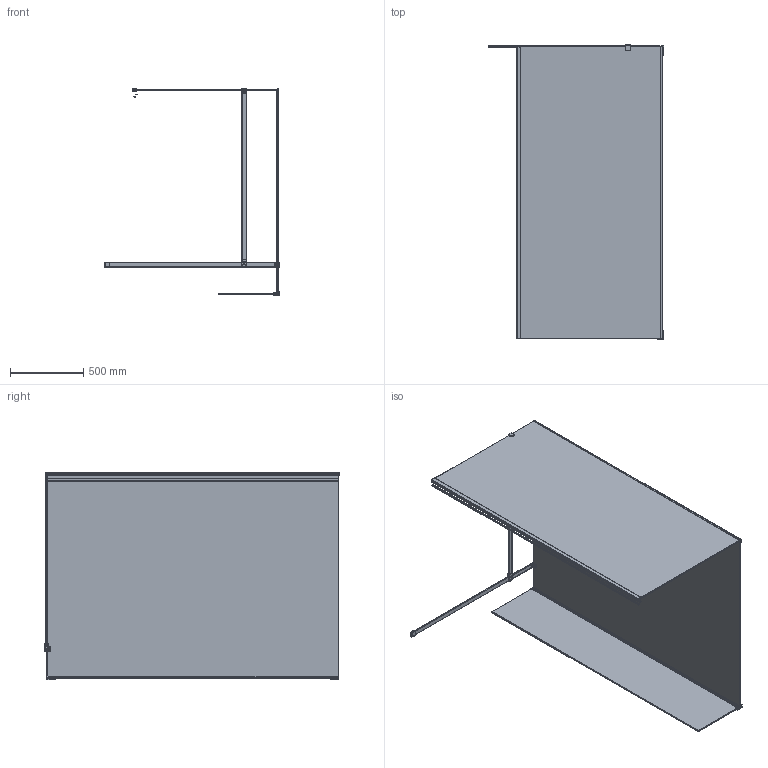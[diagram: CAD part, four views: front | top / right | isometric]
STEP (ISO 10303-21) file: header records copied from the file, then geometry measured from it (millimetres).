
FILE_DESCRIPTION (( 'STEP AP214' ), '1' );
FILE_NAME ('7.STEP', '2020-12-15T12:42:45', ( '' ), ( '' ), 'SwSTEP 2.0', 'SolidWorks 2010', '' );
FILE_SCHEMA (( 'AUTOMOTIVE_DESIGN' ));
Length unit declared in the file: millimetre
Products named in the file (33): Bottom seal for fixed glass; Fixed glass1000X2000; 8mmDBJT; LW-C; Fixed glass1400X2000; Bottom seal for fixed glass - 萵掛; LP-3084; 10mmDBJT; LW-3530; LP-3074; LP-3067; LP-3072; 30x10-3T; LW-3528; LW-1021; LP-3071; LP-3069; LW-1421; LP-3073; LP-8967; LP-3075; Glass to glass seal; 10X30-1150; LW-3531; Fixed glass400X2000; T bracing bar - 萵掛; XPJT10mm; LW-3518; LP-3070; 7; LP-3068; LW-3529; Corner bracket+Bubble seal
Assembly tree (41 placements, depth 3):
  7
    10mmDBJT
    T bracing bar - 萵掛
      10X30-1150  x2
      LP-3075  x2
      LW-1421  x2
      LW-3518  x2
      LP-8967  x2
      LP-3074  x2
      30x10-3T
      LW-1021
    Fixed glass1400X2000
    Fixed glass1000X2000
    8mmDBJT
    Glass to glass seal
    Bottom seal for fixed glass - 萵掛
    Corner bracket+Bubble seal
      LW-3528
      LP-3073  x4
      LP-3069
      XPJT10mm
      LP-3072
      LW-3530
      LP-3071
      LP-3067
      LP-3070
      Fixed glass400X2000
      LW-3529
      LW-3531
      LP-3068
    LW-C
    Bottom seal for fixed glass
    LP-3084
Bounding box: 1202.05 x 2013.15 x 1421.9 mm (x, y, z)
Volume: 56690574.8 mm3; surface area: 13121717.9 mm2
Topology: 40 solids, 40 shells, 3740 faces, 9273 edges, 5696 vertices
Faces by surface type: plane 1522, cylinder 908, bspline 802, torus 274, sphere 148, cone 86
Entity records: 134103 total; most frequent: CARTESIAN_POINT 68353, ORIENTED_EDGE 13700, DIRECTION 12052, EDGE_CURVE 6850, VERTEX_POINT 4264, AXIS2_PLACEMENT_3D 4095, LINE 3862, VECTOR 3862
